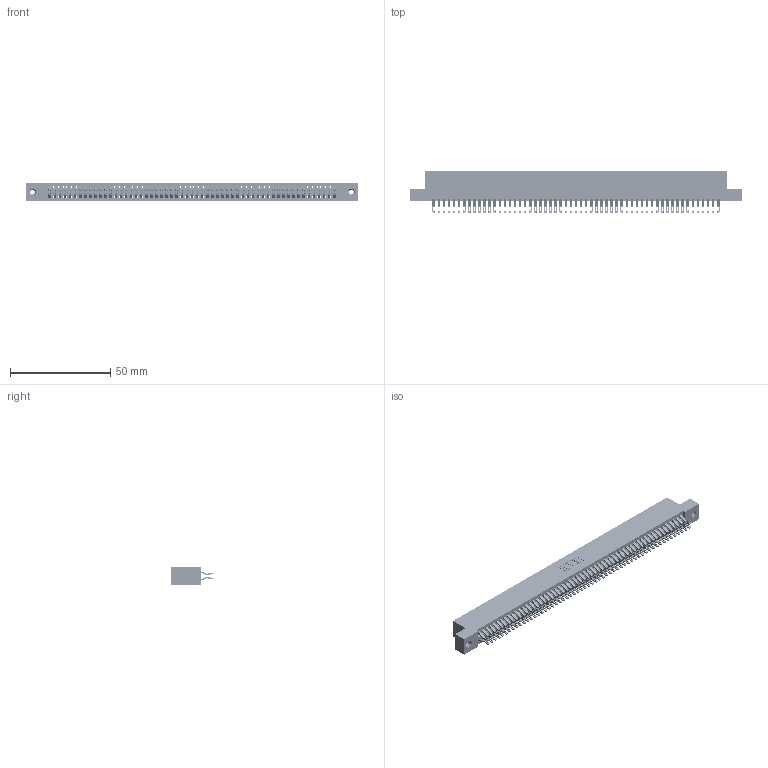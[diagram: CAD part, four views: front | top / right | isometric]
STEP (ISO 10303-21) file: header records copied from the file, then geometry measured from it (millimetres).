
FILE_DESCRIPTION (( 'STEP AP203' ), '1' );
FILE_NAME ('345-114-555-208.STEP', '2018-10-18T14:47:01', ( '' ), ( '' ), 'SwSTEP 2.0', 'SolidWorks 2016', '' );
FILE_SCHEMA (( 'CONFIG_CONTROL_DESIGN' ));
Length unit declared in the file: inch
Products named in the file (4): 345 Part_Flush Mounting Lugs - 0.156 Dia-TI; 345-250-001_345-250-003-102; 345-114-555-208; 345-292-001_555 Tail
Assembly tree (117 placements, depth 2):
  345-114-555-208
    345 Part_Flush Mounting Lugs - 0.156 Dia-TI
    345-292-001_555 Tail  x114
    345-250-001_345-250-003-102  x2
Bounding box: 165.99 x 21.13 x 9.4 mm (x, y, z)
Volume: 16587.7 mm3; surface area: 25973.5 mm2
Topology: 117 solids, 117 shells, 6570 faces, 20655 edges, 13762 vertices
Faces by surface type: plane 3646, cylinder 2908, cone 12, torus 4
Entity records: 44216 total; most frequent: CARTESIAN_POINT 7413, ORIENTED_EDGE 7310, DIRECTION 6513, EDGE_CURVE 3655, LINE 3255, VECTOR 3255, VERTEX_POINT 2432, AXIS2_PLACEMENT_3D 1629
